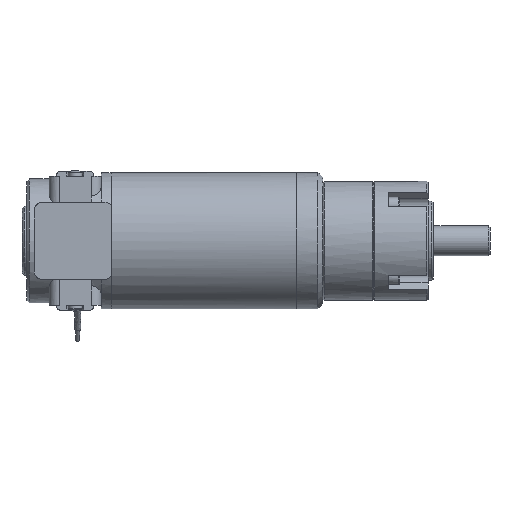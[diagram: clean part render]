
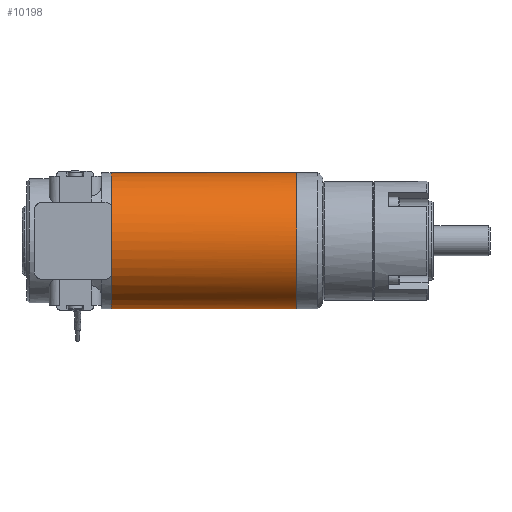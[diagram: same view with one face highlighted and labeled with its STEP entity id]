
A CAD part, front view. The second image highlights one B-rep face of the part: STEP entity #10198.
In plain terms, the highlighted cylindrical face has radius 27.5 mm (diameter 55 mm), a full revolution.
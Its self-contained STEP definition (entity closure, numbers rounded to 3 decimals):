
#522 = AXIS2_PLACEMENT_3D ( 'NONE', #9474, #9466, #9464 ) ;
#916 = CARTESIAN_POINT ( 'NONE',  ( 73., 0., 27.5 ) ) ;
#929 = VERTEX_POINT ( 'NONE', #916 ) ;
#1669 = EDGE_CURVE ( 'Defeature ausgef�hrt1_265+Defeature ausgef�hrt1_4+Defeature ausgef�hrt1_264+Defeature ausgef�hrt1_68', #8906, #7237, #9369, .T. ) ;
#1743 = CARTESIAN_POINT ( 'NONE',  ( -2., -23.575, -14.158 ) ) ;
#1965 = VERTEX_POINT ( 'NONE', #1743 ) ;
#2603 = AXIS2_PLACEMENT_3D ( 'NONE', #2989, #2988, #2972 ) ;
#2628 = CIRCLE ( 'NONE', #2603, 27.5 ) ;
#2952 = EDGE_CURVE ( 'Defeature ausgef�hrt1_265+Defeature ausgef�hrt1_68+Defeature ausgef�hrt1_4+Defeature ausgef�hrt1_264', #7237, #1965, #10807, .T. ) ;
#2972 = DIRECTION ( 'NONE',  ( 0., 0., 1. ) ) ;
#2988 = DIRECTION ( 'NONE',  ( 1., 0., 0. ) ) ;
#2989 = CARTESIAN_POINT ( 'NONE',  ( -2., 0., 0. ) ) ;
#3395 = ORIENTED_EDGE ( 'NONE', *, *, #5958, .T. ) ;
#3476 = DIRECTION ( 'NONE',  ( 0., 0., 1. ) ) ;
#3497 = DIRECTION ( 'NONE',  ( 1., 0., 0. ) ) ;
#3519 = CARTESIAN_POINT ( 'NONE',  ( -2., 0., 0. ) ) ;
#4964 = ORIENTED_EDGE ( 'NONE', *, *, #5098, .F. ) ;
#5098 = EDGE_CURVE ( 'NONE', #929, #929, #7229, .T. ) ;
#5189 = DIRECTION ( 'NONE',  ( 0., 0., 1. ) ) ;
#5224 = DIRECTION ( 'NONE',  ( 1., 0., 0. ) ) ;
#5238 = CARTESIAN_POINT ( 'NONE',  ( -2., 0., 0. ) ) ;
#5559 = CARTESIAN_POINT ( 'NONE',  ( -2., -27.5, 0. ) ) ;
#5871 = CARTESIAN_POINT ( 'NONE',  ( -2., -23.575, 14.158 ) ) ;
#5958 = EDGE_CURVE ( 'Defeature ausgef�hrt1_265+Defeature ausgef�hrt1_264+Defeature ausgef�hrt1_68+Defeature ausgef�hrt1_4', #1965, #8906, #2628, .T. ) ;
#6690 = ORIENTED_EDGE ( 'NONE', *, *, #2952, .T. ) ;
#7229 = CIRCLE ( 'NONE', #522, 27.5 ) ;
#7237 = VERTEX_POINT ( 'NONE', #5559 ) ;
#8511 = AXIS2_PLACEMENT_3D ( 'NONE', #9907, #9899, #9897 ) ;
#8906 = VERTEX_POINT ( 'NONE', #5871 ) ;
#9369 = CIRCLE ( 'NONE', #9376, 27.5 ) ;
#9376 = AXIS2_PLACEMENT_3D ( 'NONE', #3519, #3497, #3476 ) ;
#9464 = DIRECTION ( 'NONE',  ( 0., 0., 1. ) ) ;
#9466 = DIRECTION ( 'NONE',  ( 1., 0., 0. ) ) ;
#9474 = CARTESIAN_POINT ( 'NONE',  ( 73., 0., 0. ) ) ;
#9664 = EDGE_LOOP ( 'NONE', ( #10197, #6690, #3395 ) ) ;
#9897 = DIRECTION ( 'NONE',  ( 0., 0., -1. ) ) ;
#9899 = DIRECTION ( 'NONE',  ( -1., 0., 0. ) ) ;
#9907 = CARTESIAN_POINT ( 'NONE',  ( 73., 0., 0. ) ) ;
#9908 = CYLINDRICAL_SURFACE ( 'NONE', #8511, 27.5 ) ;
#9916 = FACE_OUTER_BOUND ( 'NONE', #9664, .T. ) ;
#9918 = FACE_OUTER_BOUND ( 'NONE', #9979, .T. ) ;
#9979 = EDGE_LOOP ( 'NONE', ( #4964 ) ) ;
#10197 = ORIENTED_EDGE ( 'NONE', *, *, #1669, .T. ) ;
#10198 = ADVANCED_FACE ( 'Defeature ausgef�hrt1_265', ( #9918, #9916 ), #9908, .T. ) ;
#10807 = CIRCLE ( 'NONE', #10812, 27.5 ) ;
#10812 = AXIS2_PLACEMENT_3D ( 'NONE', #5238, #5224, #5189 ) ;
